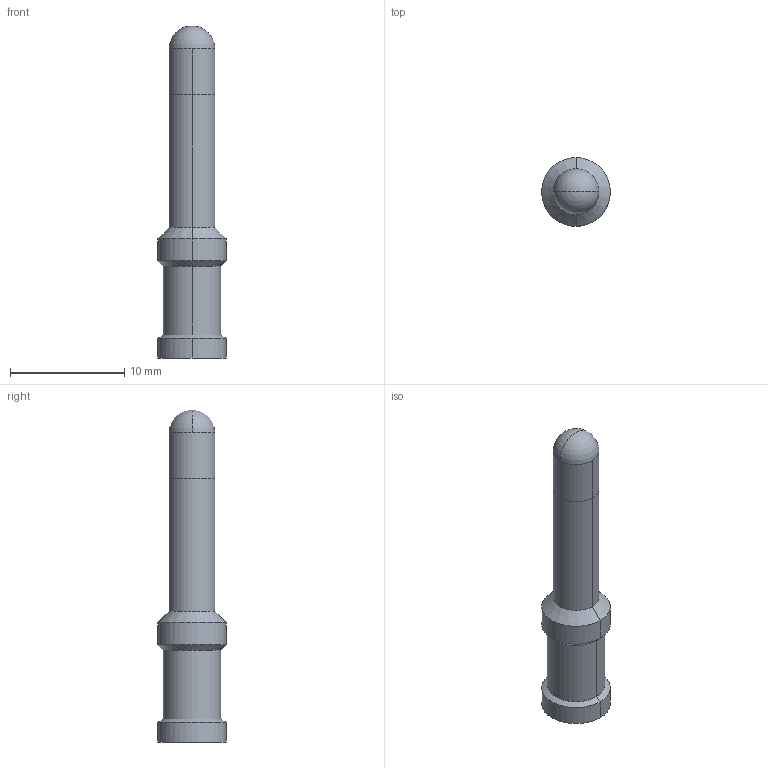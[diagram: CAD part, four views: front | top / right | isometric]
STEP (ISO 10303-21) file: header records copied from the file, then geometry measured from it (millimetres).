
FILE_DESCRIPTION(('Creo Elements/Direct Modeling STEP Export'),'2;1');
FILE_NAME('0ln7uvk4pr4sm2s3496','2019-03-22T 9:50:48',(''),(''),'PTC Creo Elements/Direct Modeling STEP processor for AP214 (Solid Model)','PTC Creo Elements/Direct Modeling 19.0E 27-Jun-2016 (C) Parametric Technology GmbH','');
FILE_SCHEMA(('AUTOMOTIVE_DESIGN { 1 0 10303 214 1 1 1 1 }'));
Length unit declared in the file: millimetre
Products named in the file (2): RXM2D_6-0
Assembly tree (1 placements, depth 2):
  RXM2D_6-0
    RXM2D_6-0
Bounding box: 6 x 6 x 29 mm (x, y, z)
Volume: 376.4 mm3; surface area: 558.5 mm2
Topology: 1 solids, 1 shells, 24 faces, 51 edges, 28 vertices
Faces by surface type: cylinder 12, cone 8, sphere 2, plane 2
Entity records: 585 total; most frequent: ORIENTED_EDGE 98, DIRECTION 94, CARTESIAN_POINT 85, EDGE_CURVE 49, AXIS2_PLACEMENT_3D 37, VERTEX_POINT 28, EDGE_LOOP 25, FACE_OUTER_BOUND 24
